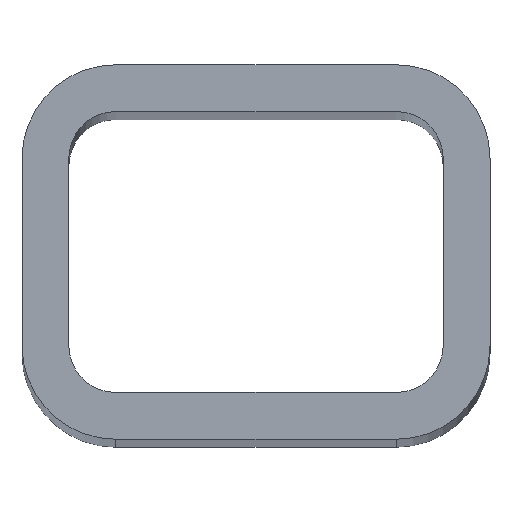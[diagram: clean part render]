
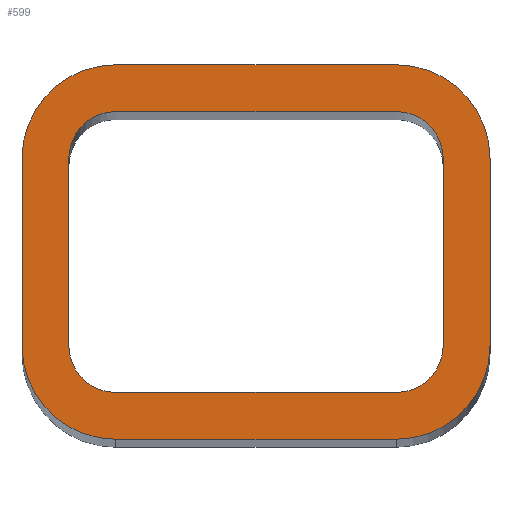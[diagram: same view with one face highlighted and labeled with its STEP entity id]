
A CAD part, top view. The second image highlights one B-rep face of the part: STEP entity #599.
In plain terms, the highlighted planar face has unit normal (0, 0, 1).
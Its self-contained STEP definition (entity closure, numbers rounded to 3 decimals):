
#63=CARTESIAN_POINT('Vertex',(-25.,10.,490.)) ;
#77=CARTESIAN_POINT('Vertex',(-25.,-10.,490.)) ;
#80=CARTESIAN_POINT('Line Origine',(-25.,0.,490.)) ;
#108=CARTESIAN_POINT('Vertex',(-15.,-20.,490.)) ;
#111=CARTESIAN_POINT('Axis2P3D Location',(-15.,-10.,490.)) ;
#139=CARTESIAN_POINT('Vertex',(15.,-20.,490.)) ;
#142=CARTESIAN_POINT('Line Origine',(0.,-20.,490.)) ;
#170=CARTESIAN_POINT('Vertex',(25.,-10.,490.)) ;
#173=CARTESIAN_POINT('Axis2P3D Location',(15.,-10.,490.)) ;
#201=CARTESIAN_POINT('Vertex',(25.,10.,490.)) ;
#204=CARTESIAN_POINT('Line Origine',(25.,0.,490.)) ;
#232=CARTESIAN_POINT('Vertex',(15.,20.,490.)) ;
#235=CARTESIAN_POINT('Axis2P3D Location',(15.,10.,490.)) ;
#263=CARTESIAN_POINT('Vertex',(-15.,20.,490.)) ;
#266=CARTESIAN_POINT('Line Origine',(0.,20.,490.)) ;
#288=CARTESIAN_POINT('Axis2P3D Location',(-15.,10.,490.)) ;
#305=CARTESIAN_POINT('Line Origine',(0.,15.,490.)) ;
#309=CARTESIAN_POINT('Vertex',(15.,15.,490.)) ;
#311=CARTESIAN_POINT('Vertex',(-15.,15.,490.)) ;
#345=CARTESIAN_POINT('Axis2P3D Location',(15.,10.,490.)) ;
#349=CARTESIAN_POINT('Vertex',(20.,10.,490.)) ;
#376=CARTESIAN_POINT('Line Origine',(20.,0.,490.)) ;
#380=CARTESIAN_POINT('Vertex',(20.,-10.,490.)) ;
#407=CARTESIAN_POINT('Axis2P3D Location',(15.,-10.,490.)) ;
#411=CARTESIAN_POINT('Vertex',(15.,-15.,490.)) ;
#438=CARTESIAN_POINT('Line Origine',(0.,-15.,490.)) ;
#442=CARTESIAN_POINT('Vertex',(-15.,-15.,490.)) ;
#469=CARTESIAN_POINT('Axis2P3D Location',(-15.,-10.,490.)) ;
#473=CARTESIAN_POINT('Vertex',(-20.,-10.,490.)) ;
#500=CARTESIAN_POINT('Line Origine',(-20.,0.,490.)) ;
#504=CARTESIAN_POINT('Vertex',(-20.,10.,490.)) ;
#531=CARTESIAN_POINT('Axis2P3D Location',(-15.,10.,490.)) ;
#574=CARTESIAN_POINT('Axis2P3D Location',(0.,0.,490.)) ;
#81=DIRECTION('Vector Direction',(0.,-1.,0.)) ;
#112=DIRECTION('Axis2P3D Direction',(0.,0.,1.)) ;
#143=DIRECTION('Vector Direction',(-1.,0.,0.)) ;
#174=DIRECTION('Axis2P3D Direction',(0.,0.,1.)) ;
#205=DIRECTION('Vector Direction',(0.,1.,0.)) ;
#236=DIRECTION('Axis2P3D Direction',(0.,0.,1.)) ;
#267=DIRECTION('Vector Direction',(1.,0.,0.)) ;
#289=DIRECTION('Axis2P3D Direction',(0.,0.,1.)) ;
#306=DIRECTION('Vector Direction',(1.,0.,0.)) ;
#346=DIRECTION('Axis2P3D Direction',(0.,0.,1.)) ;
#377=DIRECTION('Vector Direction',(0.,1.,0.)) ;
#408=DIRECTION('Axis2P3D Direction',(0.,0.,1.)) ;
#439=DIRECTION('Vector Direction',(-1.,0.,0.)) ;
#470=DIRECTION('Axis2P3D Direction',(0.,0.,1.)) ;
#501=DIRECTION('Vector Direction',(0.,-1.,0.)) ;
#532=DIRECTION('Axis2P3D Direction',(0.,0.,1.)) ;
#575=DIRECTION('Axis2P3D Direction',(0.,0.,1.)) ;
#576=DIRECTION('Axis2P3D XDirection',(1.,0.,0.)) ;
#113=AXIS2_PLACEMENT_3D('Circle Axis2P3D',#111,#112,$) ;
#175=AXIS2_PLACEMENT_3D('Circle Axis2P3D',#173,#174,$) ;
#237=AXIS2_PLACEMENT_3D('Circle Axis2P3D',#235,#236,$) ;
#290=AXIS2_PLACEMENT_3D('Circle Axis2P3D',#288,#289,$) ;
#347=AXIS2_PLACEMENT_3D('Circle Axis2P3D',#345,#346,$) ;
#409=AXIS2_PLACEMENT_3D('Circle Axis2P3D',#407,#408,$) ;
#471=AXIS2_PLACEMENT_3D('Circle Axis2P3D',#469,#470,$) ;
#533=AXIS2_PLACEMENT_3D('Circle Axis2P3D',#531,#532,$) ;
#577=AXIS2_PLACEMENT_3D('Plane Axis2P3D',#574,#575,#576) ;
#580=ORIENTED_EDGE('',*,*,#84,.T.) ;
#581=ORIENTED_EDGE('',*,*,#115,.T.) ;
#582=ORIENTED_EDGE('',*,*,#146,.T.) ;
#583=ORIENTED_EDGE('',*,*,#177,.T.) ;
#584=ORIENTED_EDGE('',*,*,#208,.T.) ;
#585=ORIENTED_EDGE('',*,*,#239,.T.) ;
#586=ORIENTED_EDGE('',*,*,#270,.T.) ;
#587=ORIENTED_EDGE('',*,*,#292,.T.) ;
#590=ORIENTED_EDGE('',*,*,#313,.F.) ;
#591=ORIENTED_EDGE('',*,*,#351,.F.) ;
#592=ORIENTED_EDGE('',*,*,#382,.F.) ;
#593=ORIENTED_EDGE('',*,*,#413,.F.) ;
#594=ORIENTED_EDGE('',*,*,#444,.F.) ;
#595=ORIENTED_EDGE('',*,*,#475,.F.) ;
#596=ORIENTED_EDGE('',*,*,#506,.F.) ;
#597=ORIENTED_EDGE('',*,*,#535,.F.) ;
#598=FACE_BOUND('',#589,.T.) ;
#82=VECTOR('Line Direction',#81,1.) ;
#144=VECTOR('Line Direction',#143,1.) ;
#206=VECTOR('Line Direction',#205,1.) ;
#268=VECTOR('Line Direction',#267,1.) ;
#307=VECTOR('Line Direction',#306,1.) ;
#378=VECTOR('Line Direction',#377,1.) ;
#440=VECTOR('Line Direction',#439,1.) ;
#502=VECTOR('Line Direction',#501,1.) ;
#599=ADVANCED_FACE('PartBody',(#588,#598),#578,.T.) ;
#114=CIRCLE('generated circle',#113,10.) ;
#176=CIRCLE('generated circle',#175,10.) ;
#238=CIRCLE('generated circle',#237,10.) ;
#291=CIRCLE('generated circle',#290,10.) ;
#348=CIRCLE('generated circle',#347,5.) ;
#410=CIRCLE('generated circle',#409,5.) ;
#472=CIRCLE('generated circle',#471,5.) ;
#534=CIRCLE('generated circle',#533,5.) ;
#84=EDGE_CURVE('',#64,#78,#83,.T.) ;
#115=EDGE_CURVE('',#78,#109,#114,.T.) ;
#146=EDGE_CURVE('',#109,#140,#145,.F.) ;
#177=EDGE_CURVE('',#140,#171,#176,.T.) ;
#208=EDGE_CURVE('',#171,#202,#207,.T.) ;
#239=EDGE_CURVE('',#202,#233,#238,.T.) ;
#270=EDGE_CURVE('',#233,#264,#269,.F.) ;
#292=EDGE_CURVE('',#264,#64,#291,.T.) ;
#313=EDGE_CURVE('',#310,#312,#308,.F.) ;
#351=EDGE_CURVE('',#350,#310,#348,.T.) ;
#382=EDGE_CURVE('',#381,#350,#379,.T.) ;
#413=EDGE_CURVE('',#412,#381,#410,.T.) ;
#444=EDGE_CURVE('',#443,#412,#441,.F.) ;
#475=EDGE_CURVE('',#474,#443,#472,.T.) ;
#506=EDGE_CURVE('',#505,#474,#503,.T.) ;
#535=EDGE_CURVE('',#312,#505,#534,.T.) ;
#579=EDGE_LOOP('',(#580,#581,#582,#583,#584,#585,#586,#587)) ;
#589=EDGE_LOOP('',(#590,#591,#592,#593,#594,#595,#596,#597)) ;
#588=FACE_OUTER_BOUND('',#579,.T.) ;
#83=LINE('Line',#80,#82) ;
#145=LINE('Line',#142,#144) ;
#207=LINE('Line',#204,#206) ;
#269=LINE('Line',#266,#268) ;
#308=LINE('Line',#305,#307) ;
#379=LINE('Line',#376,#378) ;
#441=LINE('Line',#438,#440) ;
#503=LINE('Line',#500,#502) ;
#578=PLANE('Plane',#577) ;
#64=VERTEX_POINT('',#63) ;
#78=VERTEX_POINT('',#77) ;
#109=VERTEX_POINT('',#108) ;
#140=VERTEX_POINT('',#139) ;
#171=VERTEX_POINT('',#170) ;
#202=VERTEX_POINT('',#201) ;
#233=VERTEX_POINT('',#232) ;
#264=VERTEX_POINT('',#263) ;
#310=VERTEX_POINT('',#309) ;
#312=VERTEX_POINT('',#311) ;
#350=VERTEX_POINT('',#349) ;
#381=VERTEX_POINT('',#380) ;
#412=VERTEX_POINT('',#411) ;
#443=VERTEX_POINT('',#442) ;
#474=VERTEX_POINT('',#473) ;
#505=VERTEX_POINT('',#504) ;
